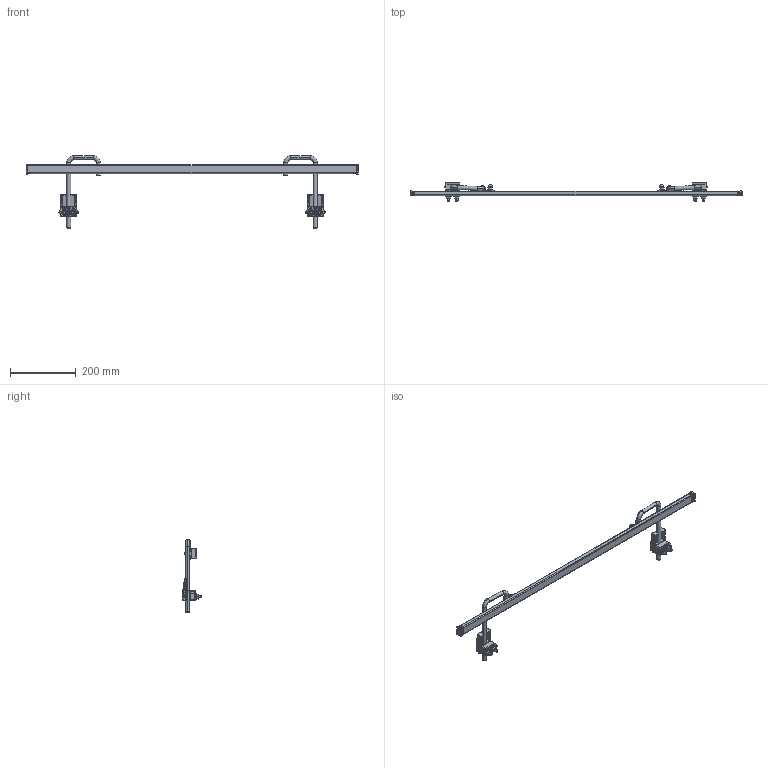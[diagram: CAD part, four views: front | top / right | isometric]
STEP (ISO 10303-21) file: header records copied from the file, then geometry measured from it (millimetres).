
FILE_DESCRIPTION (( 'STEP AP214' ), '1' );
FILE_NAME ('0026967.step', '2021-12-06T09:12:33', ( '' ), ( '' ), 'SwSTEP 2.0', 'SolidWorks 2020', '' );
FILE_SCHEMA (( 'AUTOMOTIVE_DESIGN' ));
Length unit declared in the file: millimetre
Products named in the file (1): 0026967
Bounding box: 1010 x 56 x 220 mm (x, y, z)
Volume: 346935.5 mm3; surface area: 226100.4 mm2
Topology: 25 solids, 25 shells, 1212 faces, 2872 edges, 1716 vertices
Faces by surface type: plane 458, cylinder 350, cone 166, torus 150, bspline 80, sphere 8
Entity records: 52286 total; most frequent: CARTESIAN_POINT 11357, DIRECTION 5790, ORIENTED_EDGE 5680, EDGE_CURVE 2840, AXIS2_PLACEMENT_3D 2205, VERTEX_POINT 1716, LINE 1380, VECTOR 1380
